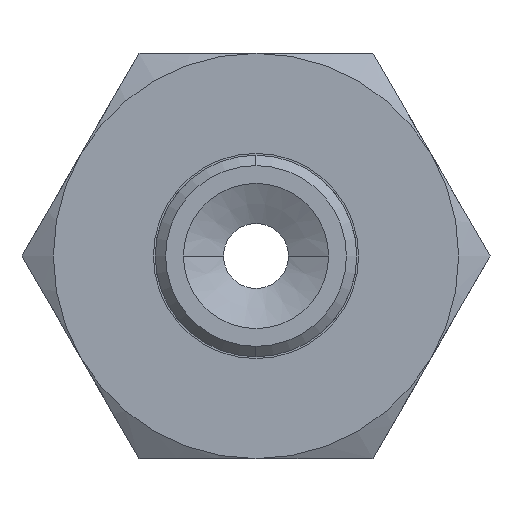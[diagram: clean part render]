
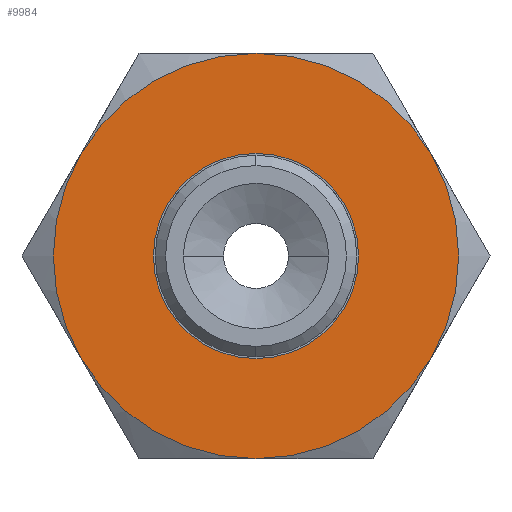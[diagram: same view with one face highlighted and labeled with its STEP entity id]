
A CAD part, left-side view. The second image highlights one B-rep face of the part: STEP entity #9984.
In plain terms, the highlighted planar face has unit normal (-1, 0, 0).
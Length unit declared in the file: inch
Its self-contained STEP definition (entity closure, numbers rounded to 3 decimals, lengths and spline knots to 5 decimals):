
#66 = CARTESIAN_POINT ( 'NONE',  ( -0.9445, 0., 0. ) ) ;
#120 = CARTESIAN_POINT ( 'NONE',  ( -0.9445, 0., 0. ) ) ;
#428 = ORIENTED_EDGE ( 'NONE', *, *, #11143, .T. ) ;
#565 = FACE_OUTER_BOUND ( 'NONE', #10617, .T. ) ;
#715 = DIRECTION ( 'NONE',  ( -1., 0., 0. ) ) ;
#721 = ORIENTED_EDGE ( 'NONE', *, *, #8151, .T. ) ;
#939 = ORIENTED_EDGE ( 'NONE', *, *, #9802, .T. ) ;
#1146 = DIRECTION ( 'NONE',  ( -1., 0., 0. ) ) ;
#1379 = EDGE_CURVE ( 'NONE', #12587, #13071, #11308, .T. ) ;
#1440 = CARTESIAN_POINT ( 'NONE',  ( -0.9445, 0., 0. ) ) ;
#1800 = ORIENTED_EDGE ( 'NONE', *, *, #1379, .T. ) ;
#1830 = CIRCLE ( 'NONE', #4100, 0.5625 ) ;
#2105 = ORIENTED_EDGE ( 'NONE', *, *, #3392, .T. ) ;
#2132 = AXIS2_PLACEMENT_3D ( 'NONE', #11341, #2270, #7454 ) ;
#2270 = DIRECTION ( 'NONE',  ( -1., 0., 0. ) ) ;
#2375 = DIRECTION ( 'NONE',  ( -1., 0., 0. ) ) ;
#2424 = CARTESIAN_POINT ( 'NONE',  ( -0.9445, 0.28475, 0. ) ) ;
#2981 = VERTEX_POINT ( 'NONE', #12355 ) ;
#3392 = EDGE_CURVE ( 'NONE', #6130, #7320, #6671, .T. ) ;
#3459 = PLANE ( 'NONE',  #11434 ) ;
#3502 = DIRECTION ( 'NONE',  ( 1., 0., 0. ) ) ;
#3744 = CARTESIAN_POINT ( 'NONE',  ( -0.9445, 0., -0.28475 ) ) ;
#3846 = CIRCLE ( 'NONE', #9301, 0.5625 ) ;
#4002 = VERTEX_POINT ( 'NONE', #3744 ) ;
#4100 = AXIS2_PLACEMENT_3D ( 'NONE', #12887, #715, #5668 ) ;
#4165 = ORIENTED_EDGE ( 'NONE', *, *, #11704, .F. ) ;
#5047 = CARTESIAN_POINT ( 'NONE',  ( -0.9445, 0., 0.5625 ) ) ;
#5162 = CARTESIAN_POINT ( 'NONE',  ( -0.9445, 0., -0.5625 ) ) ;
#5216 = DIRECTION ( 'NONE',  ( 0., 0., 1. ) ) ;
#5495 = DIRECTION ( 'NONE',  ( -1., 0., 0. ) ) ;
#5569 = DIRECTION ( 'NONE',  ( 0., 0., 1. ) ) ;
#5640 = AXIS2_PLACEMENT_3D ( 'NONE', #9621, #7649, #5569 ) ;
#5668 = DIRECTION ( 'NONE',  ( 0., 0., 1. ) ) ;
#5902 = CIRCLE ( 'NONE', #2132, 0.28475 ) ;
#6130 = VERTEX_POINT ( 'NONE', #5047 ) ;
#6231 = CARTESIAN_POINT ( 'NONE',  ( -0.9445, -0.48714, -0.28125 ) ) ;
#6438 = CARTESIAN_POINT ( 'NONE',  ( -0.9445, 0., 0. ) ) ;
#6482 = FACE_BOUND ( 'NONE', #10484, .T. ) ;
#6492 = ORIENTED_EDGE ( 'NONE', *, *, #12271, .T. ) ;
#6671 = CIRCLE ( 'NONE', #9276, 0.5625 ) ;
#6956 = ORIENTED_EDGE ( 'NONE', *, *, #8094, .F. ) ;
#7317 = DIRECTION ( 'NONE',  ( 0., 0., 1. ) ) ;
#7320 = VERTEX_POINT ( 'NONE', #7973 ) ;
#7454 = DIRECTION ( 'NONE',  ( 0., 0., 1. ) ) ;
#7645 = VERTEX_POINT ( 'NONE', #11874 ) ;
#7649 = DIRECTION ( 'NONE',  ( -1., 0., 0. ) ) ;
#7794 = DIRECTION ( 'NONE',  ( 0., 0., 1. ) ) ;
#7973 = CARTESIAN_POINT ( 'NONE',  ( -0.9445, 0.48714, 0.28125 ) ) ;
#8094 = EDGE_CURVE ( 'NONE', #4002, #8838, #5902, .T. ) ;
#8130 = DIRECTION ( 'NONE',  ( -1., 0., 0. ) ) ;
#8151 = EDGE_CURVE ( 'NONE', #2981, #12587, #10033, .T. ) ;
#8650 = CARTESIAN_POINT ( 'NONE',  ( -0.9445, 0., 0. ) ) ;
#8838 = VERTEX_POINT ( 'NONE', #9259 ) ;
#9259 = CARTESIAN_POINT ( 'NONE',  ( -0.9445, 0., 0.28475 ) ) ;
#9276 = AXIS2_PLACEMENT_3D ( 'NONE', #1440, #5495, #10537 ) ;
#9301 = AXIS2_PLACEMENT_3D ( 'NONE', #8650, #11710, #7794 ) ;
#9365 = AXIS2_PLACEMENT_3D ( 'NONE', #66, #8130, #7317 ) ;
#9533 = DIRECTION ( 'NONE',  ( 0., 0., -1. ) ) ;
#9621 = CARTESIAN_POINT ( 'NONE',  ( -0.9445, 0., 0. ) ) ;
#9802 = EDGE_CURVE ( 'NONE', #7645, #6130, #11881, .T. ) ;
#9984 = ADVANCED_FACE ( 'NONE', ( #6482, #565 ), #3459, .F. ) ;
#10033 = CIRCLE ( 'NONE', #11511, 0.5625 ) ;
#10391 = CIRCLE ( 'NONE', #5640, 0.28475 ) ;
#10484 = EDGE_LOOP ( 'NONE', ( #4165, #6956 ) ) ;
#10537 = DIRECTION ( 'NONE',  ( 0., 0., 1. ) ) ;
#10573 = DIRECTION ( 'NONE',  ( 0., 0., 1. ) ) ;
#10617 = EDGE_LOOP ( 'NONE', ( #2105, #428, #721, #1800, #6492, #939 ) ) ;
#11143 = EDGE_CURVE ( 'NONE', #7320, #2981, #1830, .T. ) ;
#11308 = CIRCLE ( 'NONE', #9365, 0.5625 ) ;
#11341 = CARTESIAN_POINT ( 'NONE',  ( -0.9445, 0., 0. ) ) ;
#11434 = AXIS2_PLACEMENT_3D ( 'NONE', #2424, #3502, #9533 ) ;
#11511 = AXIS2_PLACEMENT_3D ( 'NONE', #120, #1146, #5216 ) ;
#11704 = EDGE_CURVE ( 'NONE', #8838, #4002, #10391, .T. ) ;
#11710 = DIRECTION ( 'NONE',  ( -1., 0., 0. ) ) ;
#11874 = CARTESIAN_POINT ( 'NONE',  ( -0.9445, -0.48714, 0.28125 ) ) ;
#11881 = CIRCLE ( 'NONE', #13014, 0.5625 ) ;
#12271 = EDGE_CURVE ( 'NONE', #13071, #7645, #3846, .T. ) ;
#12355 = CARTESIAN_POINT ( 'NONE',  ( -0.9445, 0.48714, -0.28125 ) ) ;
#12587 = VERTEX_POINT ( 'NONE', #5162 ) ;
#12887 = CARTESIAN_POINT ( 'NONE',  ( -0.9445, 0., 0. ) ) ;
#13014 = AXIS2_PLACEMENT_3D ( 'NONE', #6438, #2375, #10573 ) ;
#13071 = VERTEX_POINT ( 'NONE', #6231 ) ;
